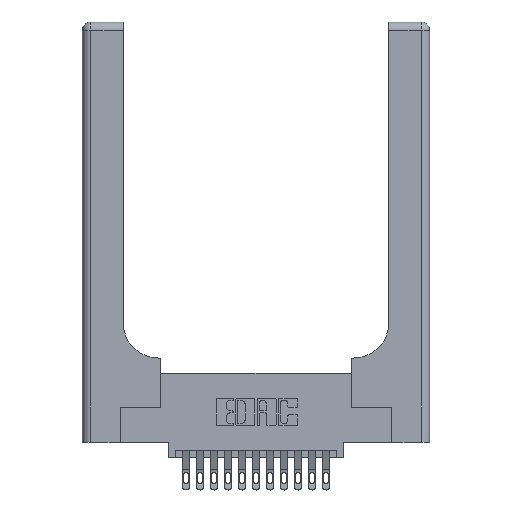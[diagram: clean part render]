
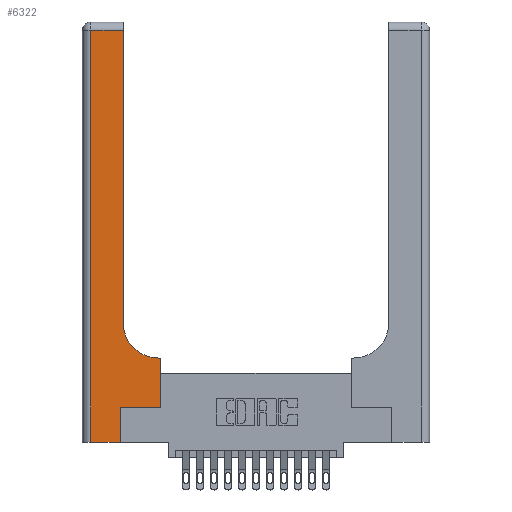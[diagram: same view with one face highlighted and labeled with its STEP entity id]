
A CAD part, top view. The second image highlights one B-rep face of the part: STEP entity #6322.
In plain terms, the highlighted planar face has unit normal (0, 0, 1).
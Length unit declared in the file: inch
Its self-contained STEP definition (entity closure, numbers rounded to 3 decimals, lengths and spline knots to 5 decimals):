
#206 = EDGE_CURVE ( 'NONE', #2467, #17054, #2502, .T. ) ;
#1001 = LINE ( 'NONE', #9048, #11510 ) ;
#1095 = CIRCLE ( 'NONE', #9612, 0.25 ) ;
#1142 = CARTESIAN_POINT ( 'NONE',  ( 0.269, 0.25, 0.37 ) ) ;
#1285 = EDGE_CURVE ( 'NONE', #17023, #13976, #1095, .T. ) ;
#1506 = CARTESIAN_POINT ( 'NONE',  ( 0.06, 3., 0.37 ) ) ;
#1961 = DIRECTION ( 'NONE',  ( 0., 1., 0. ) ) ;
#1994 = ORIENTED_EDGE ( 'NONE', *, *, #10188, .T. ) ;
#2019 = VECTOR ( 'NONE', #2853, 39.37008 ) ;
#2467 = VERTEX_POINT ( 'NONE', #12358 ) ;
#2502 = LINE ( 'NONE', #2813, #2019 ) ;
#2657 = DIRECTION ( 'NONE',  ( 1., 0., 0. ) ) ;
#2813 = CARTESIAN_POINT ( 'NONE',  ( 0., 0., 0.37 ) ) ;
#2853 = DIRECTION ( 'NONE',  ( 1., 0., 0. ) ) ;
#2911 = ORIENTED_EDGE ( 'NONE', *, *, #11410, .T. ) ;
#3031 = VERTEX_POINT ( 'NONE', #4193 ) ;
#3355 = ORIENTED_EDGE ( 'NONE', *, *, #1285, .T. ) ;
#3893 = PLANE ( 'NONE',  #7158 ) ;
#4193 = CARTESIAN_POINT ( 'NONE',  ( 0.5585, 0.25, 0.37 ) ) ;
#4240 = DIRECTION ( 'NONE',  ( -1., 0., 0. ) ) ;
#4429 = CARTESIAN_POINT ( 'NONE',  ( 0.06, 2.94, 0.37 ) ) ;
#4493 = CARTESIAN_POINT ( 'NONE',  ( 0.2915, 0.85, 0.37 ) ) ;
#4495 = ORIENTED_EDGE ( 'NONE', *, *, #8060, .T. ) ;
#4941 = EDGE_LOOP ( 'NONE', ( #4495, #8715, #12521, #16689, #1994, #13411, #10053, #2911, #3355 ) ) ;
#5043 = LINE ( 'NONE', #13745, #12631 ) ;
#5095 = DIRECTION ( 'NONE',  ( 0., 1., 0. ) ) ;
#5137 = EDGE_CURVE ( 'NONE', #9986, #2467, #17094, .T. ) ;
#5644 = VECTOR ( 'NONE', #5095, 39.37008 ) ;
#6322 = ADVANCED_FACE ( 'NONE', ( #17078 ), #3893, .F. ) ;
#6756 = DIRECTION ( 'NONE',  ( 0., 0., -1. ) ) ;
#7158 = AXIS2_PLACEMENT_3D ( 'NONE', #15281, #6756, #16659 ) ;
#8060 = EDGE_CURVE ( 'NONE', #13976, #8386, #5043, .T. ) ;
#8066 = DIRECTION ( 'NONE',  ( 0., 1., 0. ) ) ;
#8386 = VERTEX_POINT ( 'NONE', #13468 ) ;
#8405 = CARTESIAN_POINT ( 'NONE',  ( 0.269, 0.25, 0.37 ) ) ;
#8541 = CARTESIAN_POINT ( 'NONE',  ( 0.5585, 0.6, 0.37 ) ) ;
#8642 = DIRECTION ( 'NONE',  ( 0., -1., 0. ) ) ;
#8682 = VERTEX_POINT ( 'NONE', #8405 ) ;
#8715 = ORIENTED_EDGE ( 'NONE', *, *, #9902, .T. ) ;
#8941 = VECTOR ( 'NONE', #11419, 39.37008 ) ;
#9048 = CARTESIAN_POINT ( 'NONE',  ( 0.5585, 0.25, 0.37 ) ) ;
#9612 = AXIS2_PLACEMENT_3D ( 'NONE', #15023, #14977, #14933 ) ;
#9902 = EDGE_CURVE ( 'NONE', #8386, #9986, #10981, .T. ) ;
#9986 = VERTEX_POINT ( 'NONE', #4429 ) ;
#10053 = ORIENTED_EDGE ( 'NONE', *, *, #18463, .T. ) ;
#10188 = EDGE_CURVE ( 'NONE', #17054, #8682, #13208, .T. ) ;
#10740 = CARTESIAN_POINT ( 'NONE',  ( 0.269, 0., 0.37 ) ) ;
#10981 = LINE ( 'NONE', #11331, #13893 ) ;
#11331 = CARTESIAN_POINT ( 'NONE',  ( 0., 2.94, 0.37 ) ) ;
#11410 = EDGE_CURVE ( 'NONE', #13890, #17023, #16469, .T. ) ;
#11419 = DIRECTION ( 'NONE',  ( -1., 0., 0. ) ) ;
#11510 = VECTOR ( 'NONE', #1961, 39.37008 ) ;
#12358 = CARTESIAN_POINT ( 'NONE',  ( 0.06, 0., 0.37 ) ) ;
#12521 = ORIENTED_EDGE ( 'NONE', *, *, #5137, .T. ) ;
#12631 = VECTOR ( 'NONE', #8066, 39.37008 ) ;
#12671 = LINE ( 'NONE', #1142, #15961 ) ;
#13208 = LINE ( 'NONE', #10740, #5644 ) ;
#13411 = ORIENTED_EDGE ( 'NONE', *, *, #17672, .T. ) ;
#13468 = CARTESIAN_POINT ( 'NONE',  ( 0.2915, 2.94, 0.37 ) ) ;
#13745 = CARTESIAN_POINT ( 'NONE',  ( 0.2915, 3., 0.37 ) ) ;
#13890 = VERTEX_POINT ( 'NONE', #8541 ) ;
#13893 = VECTOR ( 'NONE', #4240, 39.37008 ) ;
#13976 = VERTEX_POINT ( 'NONE', #4493 ) ;
#14076 = CARTESIAN_POINT ( 'NONE',  ( 0.2915, 0.6, 0.37 ) ) ;
#14933 = DIRECTION ( 'NONE',  ( 1., 0., 0. ) ) ;
#14977 = DIRECTION ( 'NONE',  ( 0., 0., -1. ) ) ;
#15023 = CARTESIAN_POINT ( 'NONE',  ( 0.5415, 0.85, 0.37 ) ) ;
#15281 = CARTESIAN_POINT ( 'NONE',  ( 0., 3., 0.37 ) ) ;
#15517 = CARTESIAN_POINT ( 'NONE',  ( 0.5415, 0.6, 0.37 ) ) ;
#15961 = VECTOR ( 'NONE', #2657, 39.37008 ) ;
#16469 = LINE ( 'NONE', #14076, #8941 ) ;
#16645 = VECTOR ( 'NONE', #8642, 39.37008 ) ;
#16659 = DIRECTION ( 'NONE',  ( -1., 0., 0. ) ) ;
#16689 = ORIENTED_EDGE ( 'NONE', *, *, #206, .T. ) ;
#16966 = CARTESIAN_POINT ( 'NONE',  ( 0.269, 0., 0.37 ) ) ;
#17023 = VERTEX_POINT ( 'NONE', #15517 ) ;
#17054 = VERTEX_POINT ( 'NONE', #16966 ) ;
#17078 = FACE_OUTER_BOUND ( 'NONE', #4941, .T. ) ;
#17094 = LINE ( 'NONE', #1506, #16645 ) ;
#17672 = EDGE_CURVE ( 'NONE', #8682, #3031, #12671, .T. ) ;
#18463 = EDGE_CURVE ( 'NONE', #3031, #13890, #1001, .T. ) ;
